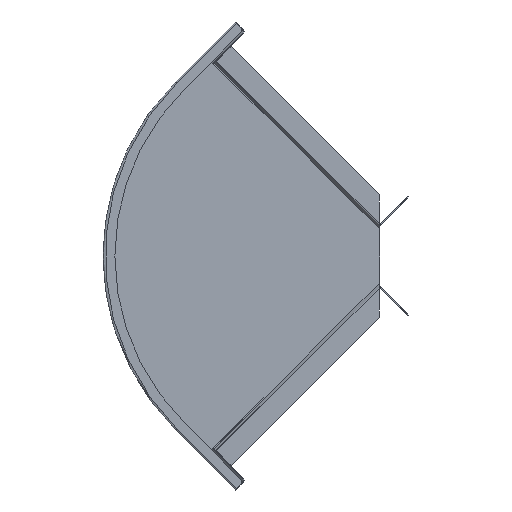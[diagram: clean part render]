
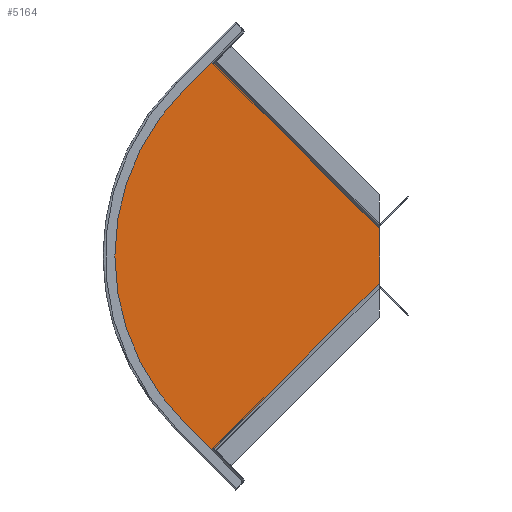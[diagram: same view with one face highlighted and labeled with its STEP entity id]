
A CAD part, front view. The second image highlights one B-rep face of the part: STEP entity #5164.
In plain terms, the highlighted face is planar.
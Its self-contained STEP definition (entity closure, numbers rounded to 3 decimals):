
#4516=DIRECTION('',(-0.383,0.924,0.));
#4517=VECTOR('',#4516,0.857);
#4518=CARTESIAN_POINT('',(202.942,80.832,
0.));
#4519=LINE('',#4518,#4517);
#4565=CARTESIAN_POINT('',(-58.628,-27.514,
0.));
#4571=DIRECTION('',(0.924,0.383,0.));
#4572=VECTOR('',#4571,0.875);
#4573=CARTESIAN_POINT('',(-228.066,259.361,
0.));
#4574=LINE('',#4573,#4572);
#4575=DIRECTION('',(-0.924,0.383,0.));
#4576=VECTOR('',#4575,66.125);
#4577=CARTESIAN_POINT('',(-58.628,-27.514,
0.));
#4578=LINE('',#4577,#4576);
#4579=DIRECTION('',(0.924,0.383,0.));
#4580=VECTOR('',#4579,283.121);
#4581=CARTESIAN_POINT('',(-58.628,-27.514,
0.));
#4582=LINE('',#4581,#4580);
#4583=DIRECTION('',(0.924,0.383,0.));
#4584=VECTOR('',#4583,86.007);
#4585=CARTESIAN_POINT('',(123.153,48.711,0.));
#4586=LINE('',#4585,#4584);
#4587=CARTESIAN_POINT('',(122.771,49.635,0.));
#4588=DIRECTION('',(0.,0.,-1.));
#4589=DIRECTION('',(0.564,-0.826,0.));
#4590=AXIS2_PLACEMENT_3D('',#4587,#4588,#4589);
#4592=DIRECTION('',(-0.924,-0.383,0.));
#4593=VECTOR('',#4592,100.802);
#4594=CARTESIAN_POINT('',(216.464,87.384,
0.));
#4595=LINE('',#4594,#4593);
#4596=DIRECTION('',(0.383,-0.924,0.));
#4597=VECTOR('',#4596,48.);
#4598=CARTESIAN_POINT('',(198.095,131.73,
0.));
#4599=LINE('',#4598,#4597);
#4600=CARTESIAN_POINT('',(-75.373,18.456,
0.));
#4601=DIRECTION('',(0.,0.,-1.));
#4602=DIRECTION('',(-0.383,0.924,0.));
#4603=AXIS2_PLACEMENT_3D('',#4600,#4601,#4602);
#4605=DIRECTION('',(-0.382,0.924,0.));
#4606=VECTOR('',#4605,15.);
#4607=CARTESIAN_POINT('',(-227.257,259.696,0.));
#4608=LINE('',#4607,#4606);
#4613=DIRECTION('',(-0.383,0.924,0.));
#4614=VECTOR('',#4613,283.121);
#4615=CARTESIAN_POINT('',(-119.72,-2.209,
0.));
#4616=LINE('',#4615,#4614);
#4647=DIRECTION('',(-0.924,-0.383,0.));
#4648=VECTOR('',#4647,48.);
#4649=CARTESIAN_POINT('',(-188.648,291.924,
0.));
#4650=LINE('',#4649,#4648);
#4651=CARTESIAN_POINT('',(123.335,48.809,0.));
#4652=CARTESIAN_POINT('',(123.153,48.711,0.));
#4653=VERTEX_POINT('',#4651);
#4654=VERTEX_POINT('',#4652);
#4676=CARTESIAN_POINT('',(202.942,80.832,
0.));
#4678=VERTEX_POINT('',#4676);
#4679=CARTESIAN_POINT('',(-232.994,273.556,
0.));
#4681=VERTEX_POINT('',#4679);
#4684=VERTEX_POINT('',#4565);
#4689=CARTESIAN_POINT('',(-227.257,259.696,0.));
#4691=VERTEX_POINT('',#4689);
#4712=CARTESIAN_POINT('',(-228.066,259.361,
0.));
#4713=VERTEX_POINT('',#4712);
#4714=CARTESIAN_POINT('',(202.614,81.625,0.));
#4715=VERTEX_POINT('',#4714);
#4718=CARTESIAN_POINT('',(216.464,87.384,
0.));
#4719=VERTEX_POINT('',#4718);
#4720=CARTESIAN_POINT('',(198.095,131.73,
0.));
#4721=VERTEX_POINT('',#4720);
#4722=CARTESIAN_POINT('',(-188.648,291.924,
0.));
#4723=VERTEX_POINT('',#4722);
#4724=CARTESIAN_POINT('',(-119.72,-2.209,
0.));
#4725=VERTEX_POINT('',#4724);
#5139=CARTESIAN_POINT('',(-58.628,-27.514,0.));
#5140=DIRECTION('',(0.,0.,-1.));
#5141=DIRECTION('',(0.924,0.383,0.));
#5142=AXIS2_PLACEMENT_3D('',#5139,#5140,#5141);
#5143=PLANE('',#5142);
#5144=ORIENTED_EDGE('',*,*,#4853,.F.);
#5146=ORIENTED_EDGE('',*,*,#5145,.F.);
#5147=ORIENTED_EDGE('',*,*,#4942,.F.);
#5148=ORIENTED_EDGE('',*,*,#5131,.T.);
#5149=ORIENTED_EDGE('',*,*,#5063,.T.);
#5151=ORIENTED_EDGE('',*,*,#5150,.F.);
#5153=ORIENTED_EDGE('',*,*,#5152,.F.);
#5154=ORIENTED_EDGE('',*,*,#4766,.F.);
#5156=ORIENTED_EDGE('',*,*,#5155,.F.);
#5158=ORIENTED_EDGE('',*,*,#5157,.F.);
#5160=ORIENTED_EDGE('',*,*,#5159,.T.);
#5161=ORIENTED_EDGE('',*,*,#4813,.F.);
#5162=EDGE_LOOP('',(#5144,#5146,#5147,#5148,#5149,#5151,#5153,#5154,#5156,#5158,
#5160,#5161));
#5163=FACE_OUTER_BOUND('',#5162,.F.);
#5164=ADVANCED_FACE('',(#5163),#5143,.T.);
#4591=CIRCLE('',#4590,1.);
#4604=CIRCLE('',#4603,296.);
#4766=EDGE_CURVE('',#4719,#4653,#4595,.T.);
#4813=EDGE_CURVE('',#4691,#4681,#4608,.T.);
#4853=EDGE_CURVE('',#4713,#4691,#4574,.T.);
#4942=EDGE_CURVE('',#4684,#4725,#4578,.T.);
#5063=EDGE_CURVE('',#4678,#4715,#4519,.T.);
#5131=EDGE_CURVE('',#4684,#4678,#4582,.T.);
#5145=EDGE_CURVE('',#4725,#4713,#4616,.T.);
#5150=EDGE_CURVE('',#4654,#4715,#4586,.T.);
#5152=EDGE_CURVE('',#4653,#4654,#4591,.T.);
#5155=EDGE_CURVE('',#4721,#4719,#4599,.T.);
#5157=EDGE_CURVE('',#4723,#4721,#4604,.T.);
#5159=EDGE_CURVE('',#4723,#4681,#4650,.T.);
